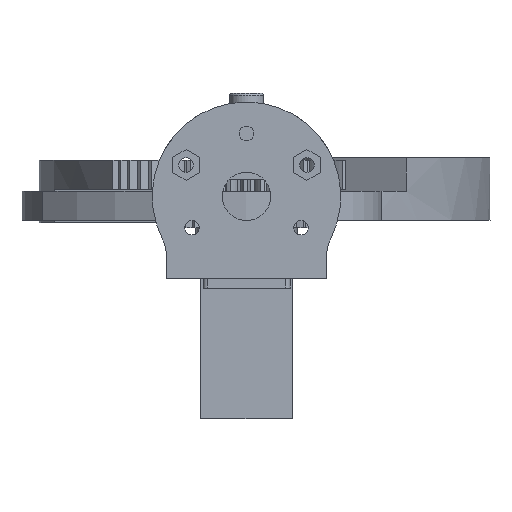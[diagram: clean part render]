
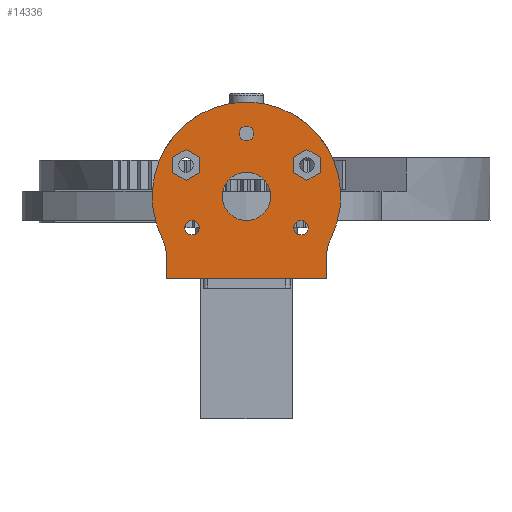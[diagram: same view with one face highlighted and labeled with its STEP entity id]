
A CAD part, front view. The second image highlights one B-rep face of the part: STEP entity #14336.
In plain terms, the highlighted face is planar.
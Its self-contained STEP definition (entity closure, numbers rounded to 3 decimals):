
#460=FACE_BOUND('',#2172,.T.);
#461=FACE_BOUND('',#2173,.T.);
#462=FACE_BOUND('',#2174,.T.);
#463=FACE_BOUND('',#2175,.T.);
#464=FACE_BOUND('',#2176,.T.);
#465=FACE_BOUND('',#2177,.T.);
#767=PLANE('',#15754);
#1317=FACE_OUTER_BOUND('',#2171,.T.);
#2171=EDGE_LOOP('',(#11815,#11816,#11817,#11818,#11819,#11820));
#2172=EDGE_LOOP('',(#11821));
#2173=EDGE_LOOP('',(#11822,#11823,#11824,#11825,#11826,#11827));
#2174=EDGE_LOOP('',(#11828,#11829,#11830,#11831,#11832,#11833));
#2175=EDGE_LOOP('',(#11834));
#2176=EDGE_LOOP('',(#11835));
#2177=EDGE_LOOP('',(#11836));
#3239=LINE('',#23850,#4238);
#3243=LINE('',#23858,#4242);
#3246=LINE('',#23864,#4245);
#3249=LINE('',#23870,#4248);
#3252=LINE('',#23876,#4251);
#3255=LINE('',#23881,#4254);
#3257=LINE('',#23889,#4256);
#3261=LINE('',#23897,#4260);
#3264=LINE('',#23903,#4263);
#3267=LINE('',#23909,#4266);
#3270=LINE('',#23915,#4269);
#3273=LINE('',#23920,#4272);
#3292=LINE('',#23974,#4291);
#3304=LINE('',#24053,#4303);
#3305=LINE('',#24054,#4304);
#4238=VECTOR('',#19295,3.175);
#4242=VECTOR('',#19301,3.175);
#4245=VECTOR('',#19306,3.175);
#4248=VECTOR('',#19311,3.175);
#4251=VECTOR('',#19316,3.175);
#4254=VECTOR('',#19321,3.175);
#4256=VECTOR('',#19329,3.175);
#4260=VECTOR('',#19335,3.175);
#4263=VECTOR('',#19340,3.175);
#4266=VECTOR('',#19345,3.175);
#4269=VECTOR('',#19350,3.175);
#4272=VECTOR('',#19355,3.175);
#4291=VECTOR('',#19410,4.039);
#4303=VECTOR('',#19510,33.);
#4304=VECTOR('',#19511,4.039);
#5113=CIRCLE('',#15677,5.);
#5121=CIRCLE('',#15709,10.);
#5123=CIRCLE('',#15713,10.);
#5124=CIRCLE('',#15715,19.5);
#5136=CIRCLE('',#15738,1.5);
#5140=CIRCLE('',#15745,1.5);
#5144=CIRCLE('',#15752,1.5);
#6451=VERTEX_POINT('',#23843);
#6453=VERTEX_POINT('',#23848);
#6454=VERTEX_POINT('',#23849);
#6457=VERTEX_POINT('',#23857);
#6459=VERTEX_POINT('',#23863);
#6461=VERTEX_POINT('',#23869);
#6463=VERTEX_POINT('',#23875);
#6466=VERTEX_POINT('',#23887);
#6467=VERTEX_POINT('',#23888);
#6470=VERTEX_POINT('',#23896);
#6472=VERTEX_POINT('',#23902);
#6474=VERTEX_POINT('',#23908);
#6476=VERTEX_POINT('',#23914);
#6492=VERTEX_POINT('',#23966);
#6493=VERTEX_POINT('',#23968);
#6494=VERTEX_POINT('',#23972);
#6497=VERTEX_POINT('',#23980);
#6498=VERTEX_POINT('',#23982);
#6508=VERTEX_POINT('',#24023);
#6512=VERTEX_POINT('',#24035);
#6516=VERTEX_POINT('',#24046);
#6517=VERTEX_POINT('',#24052);
#8298=EDGE_CURVE('',#6451,#6451,#5113,.T.);
#8300=EDGE_CURVE('',#6453,#6454,#3239,.T.);
#8304=EDGE_CURVE('',#6457,#6453,#3243,.T.);
#8307=EDGE_CURVE('',#6459,#6457,#3246,.T.);
#8310=EDGE_CURVE('',#6461,#6459,#3249,.T.);
#8313=EDGE_CURVE('',#6463,#6461,#3252,.T.);
#8316=EDGE_CURVE('',#6454,#6463,#3255,.T.);
#8319=EDGE_CURVE('',#6466,#6467,#3257,.T.);
#8323=EDGE_CURVE('',#6470,#6466,#3261,.T.);
#8326=EDGE_CURVE('',#6472,#6470,#3264,.T.);
#8329=EDGE_CURVE('',#6474,#6472,#3267,.T.);
#8332=EDGE_CURVE('',#6476,#6474,#3270,.T.);
#8335=EDGE_CURVE('',#6467,#6476,#3273,.T.);
#8357=EDGE_CURVE('',#6492,#6493,#5121,.T.);
#8360=EDGE_CURVE('',#6492,#6494,#3292,.T.);
#8364=EDGE_CURVE('',#6497,#6498,#5123,.T.);
#8366=EDGE_CURVE('',#6497,#6493,#5124,.T.);
#8383=EDGE_CURVE('',#6508,#6508,#5136,.T.);
#8388=EDGE_CURVE('',#6512,#6512,#5140,.T.);
#8392=EDGE_CURVE('',#6516,#6516,#5144,.T.);
#8395=EDGE_CURVE('',#6494,#6517,#3304,.T.);
#8396=EDGE_CURVE('',#6517,#6498,#3305,.T.);
#11815=ORIENTED_EDGE('',*,*,#8395,.T.);
#11816=ORIENTED_EDGE('',*,*,#8396,.T.);
#11817=ORIENTED_EDGE('',*,*,#8364,.F.);
#11818=ORIENTED_EDGE('',*,*,#8366,.T.);
#11819=ORIENTED_EDGE('',*,*,#8357,.F.);
#11820=ORIENTED_EDGE('',*,*,#8360,.T.);
#11821=ORIENTED_EDGE('',*,*,#8298,.T.);
#11822=ORIENTED_EDGE('',*,*,#8300,.T.);
#11823=ORIENTED_EDGE('',*,*,#8316,.T.);
#11824=ORIENTED_EDGE('',*,*,#8313,.T.);
#11825=ORIENTED_EDGE('',*,*,#8310,.T.);
#11826=ORIENTED_EDGE('',*,*,#8307,.T.);
#11827=ORIENTED_EDGE('',*,*,#8304,.T.);
#11828=ORIENTED_EDGE('',*,*,#8319,.T.);
#11829=ORIENTED_EDGE('',*,*,#8335,.T.);
#11830=ORIENTED_EDGE('',*,*,#8332,.T.);
#11831=ORIENTED_EDGE('',*,*,#8329,.T.);
#11832=ORIENTED_EDGE('',*,*,#8326,.T.);
#11833=ORIENTED_EDGE('',*,*,#8323,.T.);
#11834=ORIENTED_EDGE('',*,*,#8383,.T.);
#11835=ORIENTED_EDGE('',*,*,#8388,.T.);
#11836=ORIENTED_EDGE('',*,*,#8392,.T.);
#14336=ADVANCED_FACE('',(#1317,#460,#461,#462,#463,#464,#465),#767,.T.);
#15677=AXIS2_PLACEMENT_3D('',#23844,#19289,#19290);
#15709=AXIS2_PLACEMENT_3D('',#23969,#19404,#19405);
#15713=AXIS2_PLACEMENT_3D('',#23983,#19417,#19418);
#15715=AXIS2_PLACEMENT_3D('',#23986,#19422,#19423);
#15738=AXIS2_PLACEMENT_3D('',#24024,#19473,#19474);
#15745=AXIS2_PLACEMENT_3D('',#24036,#19488,#19489);
#15752=AXIS2_PLACEMENT_3D('',#24047,#19502,#19503);
#15754=AXIS2_PLACEMENT_3D('',#24051,#19508,#19509);
#19289=DIRECTION('center_axis',(1.,0.,0.));
#19290=DIRECTION('ref_axis',(0.,0.,-1.));
#19295=DIRECTION('',(0.,-0.866,0.5));
#19301=DIRECTION('',(0.,0.,1.));
#19306=DIRECTION('',(0.,0.866,0.5));
#19311=DIRECTION('',(0.,0.866,-0.5));
#19316=DIRECTION('',(0.,0.,-1.));
#19321=DIRECTION('',(0.,-0.866,-0.5));
#19329=DIRECTION('',(0.,-0.866,0.5));
#19335=DIRECTION('',(0.,0.,1.));
#19340=DIRECTION('',(0.,0.866,0.5));
#19345=DIRECTION('',(0.,0.866,-0.5));
#19350=DIRECTION('',(0.,0.,-1.));
#19355=DIRECTION('',(0.,-0.866,-0.5));
#19404=DIRECTION('center_axis',(-1.,0.,0.));
#19405=DIRECTION('ref_axis',(0.,-0.974,0.225));
#19410=DIRECTION('',(0.,0.,-1.));
#19417=DIRECTION('center_axis',(-1.,0.,0.));
#19418=DIRECTION('ref_axis',(0.,0.974,0.225));
#19422=DIRECTION('center_axis',(-1.,0.,0.));
#19423=DIRECTION('ref_axis',(0.,-0.846,-0.533));
#19473=DIRECTION('center_axis',(1.,0.,0.));
#19474=DIRECTION('ref_axis',(0.,0.,-1.));
#19488=DIRECTION('center_axis',(1.,0.,0.));
#19489=DIRECTION('ref_axis',(0.,0.,-1.));
#19502=DIRECTION('center_axis',(1.,0.,0.));
#19503=DIRECTION('ref_axis',(0.,0.,-1.));
#19508=DIRECTION('center_axis',(-1.,0.,0.));
#19509=DIRECTION('ref_axis',(0.,0.,1.));
#19510=DIRECTION('',(0.,-1.,0.));
#19511=DIRECTION('',(0.,0.,1.));
#23843=CARTESIAN_POINT('',(-23.,-9.,22.));
#23844=CARTESIAN_POINT('Origin',(-23.,-9.,17.));
#23848=CARTESIAN_POINT('',(-23.,6.25,25.088));
#23849=CARTESIAN_POINT('',(-23.,3.5,26.675));
#23850=CARTESIAN_POINT('',(-23.,5.097,25.753));
#23857=CARTESIAN_POINT('',(-23.,6.25,21.912));
#23858=CARTESIAN_POINT('',(-23.,6.25,12.956));
#23863=CARTESIAN_POINT('',(-23.,3.5,20.325));
#23864=CARTESIAN_POINT('',(-23.,-4.722,15.578));
#23869=CARTESIAN_POINT('',(-23.,0.75,21.912));
#23870=CARTESIAN_POINT('',(-23.,0.972,21.784));
#23875=CARTESIAN_POINT('',(-23.,0.75,25.088));
#23876=CARTESIAN_POINT('',(-23.,0.75,14.544));
#23881=CARTESIAN_POINT('',(-23.,-6.097,21.135));
#23887=CARTESIAN_POINT('',(-23.,-18.75,25.088));
#23888=CARTESIAN_POINT('',(-23.,-21.5,26.675));
#23889=CARTESIAN_POINT('',(-23.,-10.528,20.341));
#23896=CARTESIAN_POINT('',(-23.,-18.75,21.912));
#23897=CARTESIAN_POINT('',(-23.,-18.75,12.956));
#23902=CARTESIAN_POINT('',(-23.,-21.5,20.325));
#23903=CARTESIAN_POINT('',(-23.,-20.347,20.99));
#23908=CARTESIAN_POINT('',(-23.,-24.25,21.912));
#23909=CARTESIAN_POINT('',(-23.,-14.653,16.372));
#23914=CARTESIAN_POINT('',(-23.,-24.25,25.088));
#23915=CARTESIAN_POINT('',(-23.,-24.25,14.544));
#23920=CARTESIAN_POINT('',(-23.,-21.722,26.547));
#23966=CARTESIAN_POINT('',(-23.,7.5,4.039));
#23968=CARTESIAN_POINT('',(-23.,8.517,8.432));
#23969=CARTESIAN_POINT('Origin',(-23.,17.5,4.039));
#23972=CARTESIAN_POINT('',(-23.,7.5,0.));
#23974=CARTESIAN_POINT('',(-23.,7.5,8.));
#23980=CARTESIAN_POINT('',(-23.,-26.517,8.432));
#23982=CARTESIAN_POINT('',(-23.,-25.5,4.039));
#23983=CARTESIAN_POINT('Origin',(-23.,-35.5,4.039));
#23986=CARTESIAN_POINT('Origin',(-23.,-9.,17.));
#24023=CARTESIAN_POINT('',(-23.,2.258,12.));
#24024=CARTESIAN_POINT('Origin',(-23.,2.258,10.5));
#24035=CARTESIAN_POINT('',(-23.,-20.258,12.));
#24036=CARTESIAN_POINT('Origin',(-23.,-20.258,10.5));
#24046=CARTESIAN_POINT('',(-23.,-9.,31.5));
#24047=CARTESIAN_POINT('Origin',(-23.,-9.,30.));
#24051=CARTESIAN_POINT('Origin',(-23.,-9.,4.));
#24052=CARTESIAN_POINT('',(-23.,-25.5,0.));
#24053=CARTESIAN_POINT('',(-23.,7.5,0.));
#24054=CARTESIAN_POINT('',(-23.,-25.5,0.));
